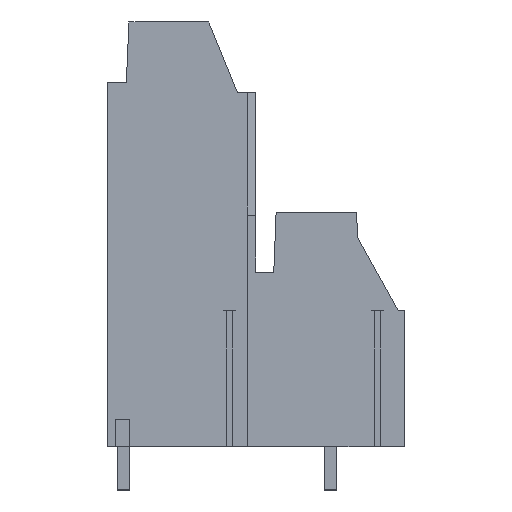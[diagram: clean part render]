
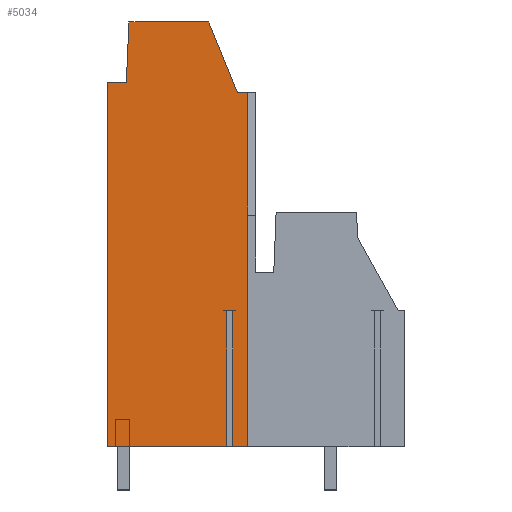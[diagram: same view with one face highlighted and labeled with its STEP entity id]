
A CAD part, left-side view. The second image highlights one B-rep face of the part: STEP entity #5034.
In plain terms, the highlighted planar face has unit normal (-1, 0, 0).
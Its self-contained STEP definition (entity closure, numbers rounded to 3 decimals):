
#4959=AXIS2_PLACEMENT_3D('Plane Axis2P3D',#4956,#4957,#4958) ;
#872=CARTESIAN_POINT('Vertex',(0.,21.94,3.2)) ;
#1064=CARTESIAN_POINT('Vertex',(0.,11.574,3.2)) ;
#1067=CARTESIAN_POINT('Line Origine',(0.,12.12,3.2)) ;
#1071=CARTESIAN_POINT('Vertex',(0.,12.665,3.2)) ;
#1120=CARTESIAN_POINT('Vertex',(0.,13.115,3.2)) ;
#1123=CARTESIAN_POINT('Line Origine',(0.,17.528,3.2)) ;
#1500=CARTESIAN_POINT('Vertex',(0.,11.574,29.26)) ;
#1503=CARTESIAN_POINT('Line Origine',(0.,11.574,16.23)) ;
#4956=CARTESIAN_POINT('Axis2P3D Location',(0.,11.,17.2)) ;
#4961=CARTESIAN_POINT('Line Origine',(0.,21.94,16.625)) ;
#4965=CARTESIAN_POINT('Vertex',(0.,21.94,30.05)) ;
#4968=CARTESIAN_POINT('Line Origine',(0.,13.115,8.2)) ;
#4972=CARTESIAN_POINT('Vertex',(0.,13.115,13.2)) ;
#4975=CARTESIAN_POINT('Line Origine',(0.,12.89,13.2)) ;
#4979=CARTESIAN_POINT('Vertex',(0.,12.665,13.2)) ;
#4982=CARTESIAN_POINT('Line Origine',(0.,12.665,8.2)) ;
#4987=CARTESIAN_POINT('Line Origine',(0.,11.956,29.26)) ;
#4991=CARTESIAN_POINT('Vertex',(0.,12.337,29.26)) ;
#4994=CARTESIAN_POINT('Line Origine',(0.,13.393,31.865)) ;
#4998=CARTESIAN_POINT('Vertex',(0.,14.449,34.47)) ;
#5001=CARTESIAN_POINT('Line Origine',(0.,17.389,34.47)) ;
#5005=CARTESIAN_POINT('Vertex',(0.,20.328,34.47)) ;
#5008=CARTESIAN_POINT('Line Origine',(0.,20.424,32.26)) ;
#5012=CARTESIAN_POINT('Vertex',(0.,20.521,30.05)) ;
#5015=CARTESIAN_POINT('Line Origine',(0.,21.23,30.05)) ;
#1068=DIRECTION('Vector Direction',(0.,1.,0.)) ;
#1124=DIRECTION('Vector Direction',(0.,1.,0.)) ;
#1504=DIRECTION('Vector Direction',(0.,0.,1.)) ;
#4957=DIRECTION('Axis2P3D Direction',(1.,0.,0.)) ;
#4958=DIRECTION('Axis2P3D XDirection',(0.,1.,0.)) ;
#4962=DIRECTION('Vector Direction',(0.,0.,-1.)) ;
#4969=DIRECTION('Vector Direction',(0.,0.,1.)) ;
#4976=DIRECTION('Vector Direction',(0.,1.,0.)) ;
#4983=DIRECTION('Vector Direction',(0.,0.,1.)) ;
#4988=DIRECTION('Vector Direction',(0.,1.,0.)) ;
#4995=DIRECTION('Vector Direction',(0.,0.376,0.927)) ;
#5002=DIRECTION('Vector Direction',(0.,1.,0.)) ;
#5009=DIRECTION('Vector Direction',(0.,-0.044,0.999)) ;
#5016=DIRECTION('Vector Direction',(0.,1.,0.)) ;
#1069=VECTOR('Line Direction',#1068,1.) ;
#1125=VECTOR('Line Direction',#1124,1.) ;
#1505=VECTOR('Line Direction',#1504,1.) ;
#4963=VECTOR('Line Direction',#4962,1.) ;
#4970=VECTOR('Line Direction',#4969,1.) ;
#4977=VECTOR('Line Direction',#4976,1.) ;
#4984=VECTOR('Line Direction',#4983,1.) ;
#4989=VECTOR('Line Direction',#4988,1.) ;
#4996=VECTOR('Line Direction',#4995,1.) ;
#5003=VECTOR('Line Direction',#5002,1.) ;
#5010=VECTOR('Line Direction',#5009,1.) ;
#5017=VECTOR('Line Direction',#5016,1.) ;
#5021=ORIENTED_EDGE('',*,*,#4967,.T.) ;
#5022=ORIENTED_EDGE('',*,*,#1127,.F.) ;
#5023=ORIENTED_EDGE('',*,*,#4974,.T.) ;
#5024=ORIENTED_EDGE('',*,*,#4981,.F.) ;
#5025=ORIENTED_EDGE('',*,*,#4986,.F.) ;
#5026=ORIENTED_EDGE('',*,*,#1073,.F.) ;
#5027=ORIENTED_EDGE('',*,*,#1507,.T.) ;
#5028=ORIENTED_EDGE('',*,*,#4993,.T.) ;
#5029=ORIENTED_EDGE('',*,*,#5000,.T.) ;
#5030=ORIENTED_EDGE('',*,*,#5007,.T.) ;
#5031=ORIENTED_EDGE('',*,*,#5014,.F.) ;
#5032=ORIENTED_EDGE('',*,*,#5019,.T.) ;
#5034=ADVANCED_FACE('housing',(#5033),#4960,.F.) ;
#1073=EDGE_CURVE('',#1065,#1072,#1070,.T.) ;
#1127=EDGE_CURVE('',#1121,#873,#1126,.T.) ;
#1507=EDGE_CURVE('',#1065,#1501,#1506,.T.) ;
#4967=EDGE_CURVE('',#4966,#873,#4964,.T.) ;
#4974=EDGE_CURVE('',#1121,#4973,#4971,.T.) ;
#4981=EDGE_CURVE('',#4980,#4973,#4978,.T.) ;
#4986=EDGE_CURVE('',#1072,#4980,#4985,.T.) ;
#4993=EDGE_CURVE('',#1501,#4992,#4990,.T.) ;
#5000=EDGE_CURVE('',#4992,#4999,#4997,.T.) ;
#5007=EDGE_CURVE('',#4999,#5006,#5004,.T.) ;
#5014=EDGE_CURVE('',#5013,#5006,#5011,.T.) ;
#5019=EDGE_CURVE('',#5013,#4966,#5018,.T.) ;
#5020=EDGE_LOOP('',(#5021,#5022,#5023,#5024,#5025,#5026,#5027,#5028,#5029,#5030,#5031,#5032)) ;
#5033=FACE_OUTER_BOUND('',#5020,.T.) ;
#1070=LINE('Line',#1067,#1069) ;
#1126=LINE('Line',#1123,#1125) ;
#1506=LINE('Line',#1503,#1505) ;
#4964=LINE('Line',#4961,#4963) ;
#4971=LINE('Line',#4968,#4970) ;
#4978=LINE('Line',#4975,#4977) ;
#4985=LINE('Line',#4982,#4984) ;
#4990=LINE('Line',#4987,#4989) ;
#4997=LINE('Line',#4994,#4996) ;
#5004=LINE('Line',#5001,#5003) ;
#5011=LINE('Line',#5008,#5010) ;
#5018=LINE('Line',#5015,#5017) ;
#4960=PLANE('',#4959) ;
#873=VERTEX_POINT('',#872) ;
#1065=VERTEX_POINT('',#1064) ;
#1072=VERTEX_POINT('',#1071) ;
#1121=VERTEX_POINT('',#1120) ;
#1501=VERTEX_POINT('',#1500) ;
#4966=VERTEX_POINT('',#4965) ;
#4973=VERTEX_POINT('',#4972) ;
#4980=VERTEX_POINT('',#4979) ;
#4992=VERTEX_POINT('',#4991) ;
#4999=VERTEX_POINT('',#4998) ;
#5006=VERTEX_POINT('',#5005) ;
#5013=VERTEX_POINT('',#5012) ;
